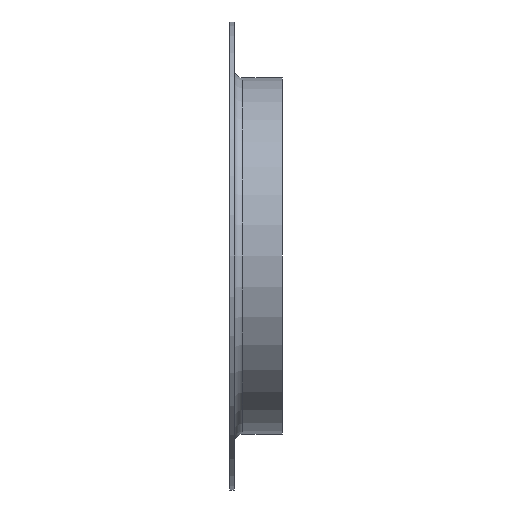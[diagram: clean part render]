
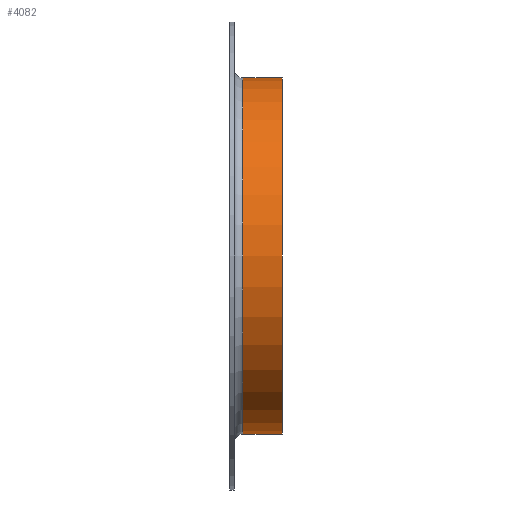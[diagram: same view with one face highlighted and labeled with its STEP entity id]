
A CAD part, front view. The second image highlights one B-rep face of the part: STEP entity #4082.
In plain terms, the highlighted cylindrical face has radius 102 mm (diameter 204 mm), a full revolution.
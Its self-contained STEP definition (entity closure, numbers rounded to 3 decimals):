
#42 = CARTESIAN_POINT ( 'NONE',  ( 30., 0., 102. ) ) ;
#1254 = DIRECTION ( 'NONE',  ( -1., 0., 0. ) ) ;
#1857 = CARTESIAN_POINT ( 'NONE',  ( 30., 0., 0. ) ) ;
#2464 = AXIS2_PLACEMENT_3D ( 'NONE', #1857, #4184, #3058 ) ;
#2688 = EDGE_CURVE ( 'NONE', #13951, #13951, #3904, .T. ) ;
#3058 = DIRECTION ( 'NONE',  ( 0., 0., 1. ) ) ;
#3173 = EDGE_LOOP ( 'NONE', ( #3781 ) ) ;
#3347 = DIRECTION ( 'NONE',  ( -1., 0., 0. ) ) ;
#3781 = ORIENTED_EDGE ( 'NONE', *, *, #2688, .T. ) ;
#3853 = AXIS2_PLACEMENT_3D ( 'NONE', #14861, #3347, #5701 ) ;
#3904 = CIRCLE ( 'NONE', #2464, 102. ) ;
#4082 = ADVANCED_FACE ( 'NONE', ( #7982, #10542 ), #6769, .T. ) ;
#4184 = DIRECTION ( 'NONE',  ( -1., 0., 0. ) ) ;
#5098 = CARTESIAN_POINT ( 'NONE',  ( 7.5, 0., 102. ) ) ;
#5293 = CIRCLE ( 'NONE', #3853, 102. ) ;
#5701 = DIRECTION ( 'NONE',  ( 0., 0., 1. ) ) ;
#6769 = CYLINDRICAL_SURFACE ( 'NONE', #14610, 102. ) ;
#7982 = FACE_OUTER_BOUND ( 'NONE', #12999, .T. ) ;
#10264 = ORIENTED_EDGE ( 'NONE', *, *, #11211, .F. ) ;
#10542 = FACE_OUTER_BOUND ( 'NONE', #3173, .T. ) ;
#11211 = EDGE_CURVE ( 'NONE', #13107, #13107, #5293, .T. ) ;
#11382 = CARTESIAN_POINT ( 'NONE',  ( 0., 0., 0. ) ) ;
#12999 = EDGE_LOOP ( 'NONE', ( #10264 ) ) ;
#13107 = VERTEX_POINT ( 'NONE', #5098 ) ;
#13868 = DIRECTION ( 'NONE',  ( 0., 0., 1. ) ) ;
#13951 = VERTEX_POINT ( 'NONE', #42 ) ;
#14610 = AXIS2_PLACEMENT_3D ( 'NONE', #11382, #1254, #13868 ) ;
#14861 = CARTESIAN_POINT ( 'NONE',  ( 7.5, 0., 0. ) ) ;
